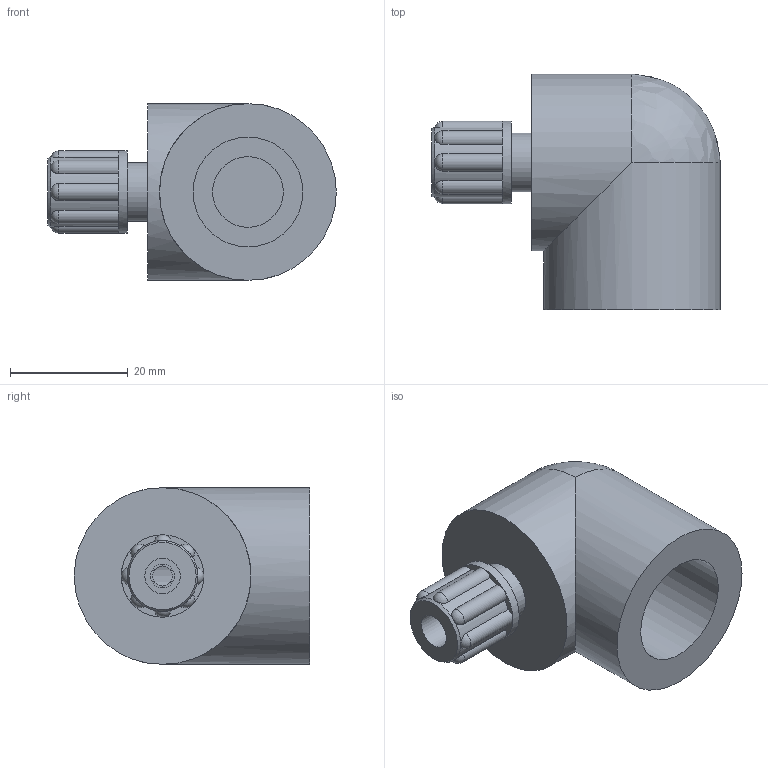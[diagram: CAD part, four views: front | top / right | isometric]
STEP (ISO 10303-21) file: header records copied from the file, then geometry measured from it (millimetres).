
FILE_DESCRIPTION(/* description */ (''),/* implementation_level */ '2;1');
FILE_NAME(/* name */ '1A200FG4012xx.stp',/* time_stamp */ '2018-12-06T11:24:16+01:00',/* author */ ('SoMue'),/* organization */ (''),/* preprocessor_version */ 'ST-DEVELOPER v17',/* originating_system */ 'Autodesk Inventor 2018',/* authorisation */ '');
FILE_SCHEMA (('CONFIG_CONTROL_DESIGN'));
Length unit declared in the file: millimetre
Products named in the file (1): 1A200FG4012xx
Bounding box: 49 x 40 x 30 mm (x, y, z)
Volume: 24749.1 mm3; surface area: 7942.3 mm2
Topology: 1 solids, 1 shells, 51 faces, 126 edges, 80 vertices
Faces by surface type: cylinder 25, plane 16, sphere 9, cone 1
Full cylindrical faces by diameter (mm): 3.4 x1, 4 x1, 6 x1, 10 x1, 12 x1, 14 x1, 18.631 x1, 30 x2
Entity records: 1752 total; most frequent: CARTESIAN_POINT 467, DIRECTION 290, ORIENTED_EDGE 248, AXIS2_PLACEMENT_3D 132, EDGE_CURVE 124, VERTEX_POINT 80, CIRCLE 78, EDGE_LOOP 58
